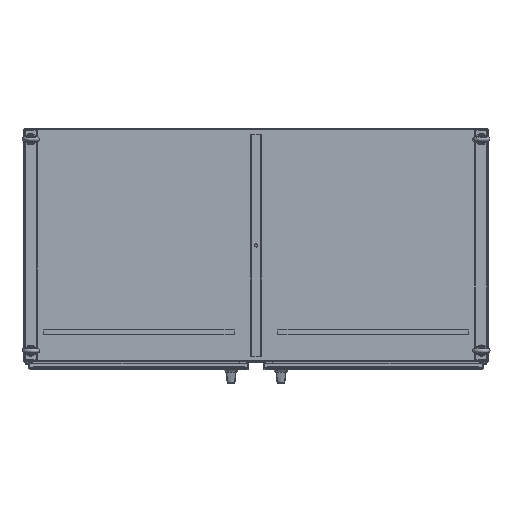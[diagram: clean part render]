
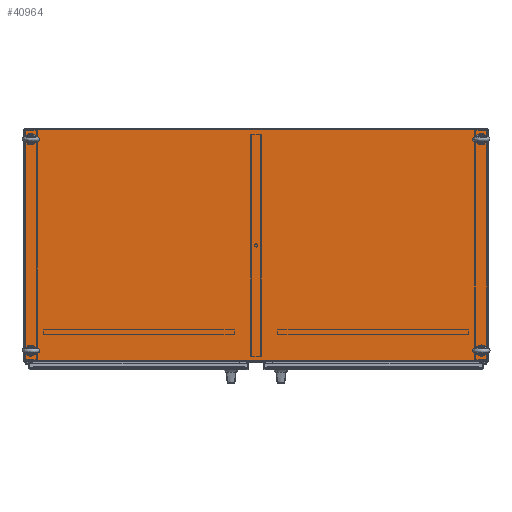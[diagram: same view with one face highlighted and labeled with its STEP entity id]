
A CAD part, top view. The second image highlights one B-rep face of the part: STEP entity #40964.
In plain terms, the highlighted planar face has unit normal (0, 0, 1).
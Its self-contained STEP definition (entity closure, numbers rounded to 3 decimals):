
#4752 = FACE_BOUND ( 'NONE', #47996, .T. ) ;
#6432 = AXIS2_PLACEMENT_3D ( 'NONE', #102935, #66842, #31888 ) ;
#8810 = CARTESIAN_POINT ( 'NONE',  ( 35.935, 11.372, 45.03 ) ) ;
#11465 = DIRECTION ( 'NONE',  ( 0., 0., -1. ) ) ;
#11552 = EDGE_CURVE ( 'NONE', #23767, #23767, #12638, .T. ) ;
#11746 = EDGE_CURVE ( 'NONE', #50257, #38272, #76631, .T. ) ;
#12020 = EDGE_CURVE ( 'NONE', #13890, #13890, #57409, .T. ) ;
#12474 = EDGE_LOOP ( 'NONE', ( #50541, #17453, #112655, #58907 ) ) ;
#12638 = CIRCLE ( 'NONE', #107544, 0.375 ) ;
#13890 = VERTEX_POINT ( 'NONE', #41869 ) ;
#15829 = ORIENTED_EDGE ( 'NONE', *, *, #11552, .T. ) ;
#17453 = ORIENTED_EDGE ( 'NONE', *, *, #79357, .F. ) ;
#18210 = ORIENTED_EDGE ( 'NONE', *, *, #12020, .T. ) ;
#19488 = CARTESIAN_POINT ( 'NONE',  ( 34.935, 9.873, 45.03 ) ) ;
#23767 = VERTEX_POINT ( 'NONE', #111753 ) ;
#25041 = CIRCLE ( 'NONE', #6432, 0.375 ) ;
#30101 = DIRECTION ( 'NONE',  ( 0., -1., 0. ) ) ;
#30360 = EDGE_CURVE ( 'NONE', #50257, #39611, #99538, .T. ) ;
#31576 = EDGE_CURVE ( 'NONE', #77234, #77234, #62535, .T. ) ;
#31888 = DIRECTION ( 'NONE',  ( 1., 0., 0. ) ) ;
#34016 = CARTESIAN_POINT ( 'NONE',  ( -34.56, -22.929, 45.03 ) ) ;
#34965 = CARTESIAN_POINT ( 'NONE',  ( 34.935, -22.929, 45.03 ) ) ;
#37313 = VERTEX_POINT ( 'NONE', #8810 ) ;
#38272 = VERTEX_POINT ( 'NONE', #87619 ) ;
#39611 = VERTEX_POINT ( 'NONE', #104118 ) ;
#40964 = ADVANCED_FACE ( 'NONE', ( #57202, #4752, #92705, #102010, #57785 ), #74677, .T. ) ;
#41869 = CARTESIAN_POINT ( 'NONE',  ( 35.31, 9.873, 45.03 ) ) ;
#47749 = CARTESIAN_POINT ( 'NONE',  ( -35.935, -24.45, 45.03 ) ) ;
#47892 = DIRECTION ( 'NONE',  ( 1., 0., 0. ) ) ;
#47996 = EDGE_LOOP ( 'NONE', ( #77984 ) ) ;
#49304 = LINE ( 'NONE', #74935, #62914 ) ;
#49386 = VECTOR ( 'NONE', #97813, 39.37 ) ;
#50257 = VERTEX_POINT ( 'NONE', #47749 ) ;
#50541 = ORIENTED_EDGE ( 'NONE', *, *, #102625, .F. ) ;
#54230 = VECTOR ( 'NONE', #76843, 39.37 ) ;
#56650 = DIRECTION ( 'NONE',  ( 0., 0., 1. ) ) ;
#57202 = FACE_BOUND ( 'NONE', #95331, .T. ) ;
#57409 = CIRCLE ( 'NONE', #75996, 0.375 ) ;
#57785 = FACE_BOUND ( 'NONE', #67297, .T. ) ;
#58907 = ORIENTED_EDGE ( 'NONE', *, *, #30360, .T. ) ;
#59165 = CARTESIAN_POINT ( 'NONE',  ( -35.935, 11.372, 45.03 ) ) ;
#60071 = ORIENTED_EDGE ( 'NONE', *, *, #31576, .T. ) ;
#62535 = CIRCLE ( 'NONE', #66088, 0.375 ) ;
#62914 = VECTOR ( 'NONE', #30101, 39.37 ) ;
#64598 = CARTESIAN_POINT ( 'NONE',  ( -35.935, -24.45, 45.03 ) ) ;
#64799 = EDGE_CURVE ( 'NONE', #96871, #96871, #25041, .T. ) ;
#66088 = AXIS2_PLACEMENT_3D ( 'NONE', #34965, #79790, #96687 ) ;
#66842 = DIRECTION ( 'NONE',  ( 0., 0., -1. ) ) ;
#67297 = EDGE_LOOP ( 'NONE', ( #60071 ) ) ;
#68622 = VECTOR ( 'NONE', #85946, 39.37 ) ;
#74354 = CARTESIAN_POINT ( 'NONE',  ( -34.935, 9.873, 45.03 ) ) ;
#74677 = PLANE ( 'NONE',  #93362 ) ;
#74935 = CARTESIAN_POINT ( 'NONE',  ( 35.935, -24.593, 45.03 ) ) ;
#75996 = AXIS2_PLACEMENT_3D ( 'NONE', #19488, #101003, #92813 ) ;
#76631 = LINE ( 'NONE', #59165, #68622 ) ;
#76843 = DIRECTION ( 'NONE',  ( 1., 0., 0. ) ) ;
#77234 = VERTEX_POINT ( 'NONE', #112768 ) ;
#77984 = ORIENTED_EDGE ( 'NONE', *, *, #64799, .T. ) ;
#79357 = EDGE_CURVE ( 'NONE', #38272, #37313, #93153, .T. ) ;
#79790 = DIRECTION ( 'NONE',  ( 0., 0., -1. ) ) ;
#85946 = DIRECTION ( 'NONE',  ( 0., 1., 0. ) ) ;
#87619 = CARTESIAN_POINT ( 'NONE',  ( -35.935, 11.372, 45.03 ) ) ;
#92705 = FACE_OUTER_BOUND ( 'NONE', #12474, .T. ) ;
#92813 = DIRECTION ( 'NONE',  ( 1., 0., 0. ) ) ;
#93153 = LINE ( 'NONE', #94882, #54230 ) ;
#93362 = AXIS2_PLACEMENT_3D ( 'NONE', #100328, #56650, #47892 ) ;
#94882 = CARTESIAN_POINT ( 'NONE',  ( 35.935, 11.372, 45.03 ) ) ;
#95331 = EDGE_LOOP ( 'NONE', ( #15829 ) ) ;
#96687 = DIRECTION ( 'NONE',  ( 1., 0., 0. ) ) ;
#96871 = VERTEX_POINT ( 'NONE', #34016 ) ;
#97813 = DIRECTION ( 'NONE',  ( 1., 0., 0. ) ) ;
#99538 = LINE ( 'NONE', #64598, #49386 ) ;
#100328 = CARTESIAN_POINT ( 'NONE',  ( -35.935, -24.593, 45.03 ) ) ;
#100569 = DIRECTION ( 'NONE',  ( 1., 0., 0. ) ) ;
#101003 = DIRECTION ( 'NONE',  ( 0., 0., -1. ) ) ;
#101854 = EDGE_LOOP ( 'NONE', ( #18210 ) ) ;
#102010 = FACE_BOUND ( 'NONE', #101854, .T. ) ;
#102625 = EDGE_CURVE ( 'NONE', #37313, #39611, #49304, .T. ) ;
#102935 = CARTESIAN_POINT ( 'NONE',  ( -34.935, -22.929, 45.03 ) ) ;
#104118 = CARTESIAN_POINT ( 'NONE',  ( 35.935, -24.45, 45.03 ) ) ;
#107544 = AXIS2_PLACEMENT_3D ( 'NONE', #74354, #11465, #100569 ) ;
#111753 = CARTESIAN_POINT ( 'NONE',  ( -34.56, 9.873, 45.03 ) ) ;
#112655 = ORIENTED_EDGE ( 'NONE', *, *, #11746, .F. ) ;
#112768 = CARTESIAN_POINT ( 'NONE',  ( 35.31, -22.929, 45.03 ) ) ;
